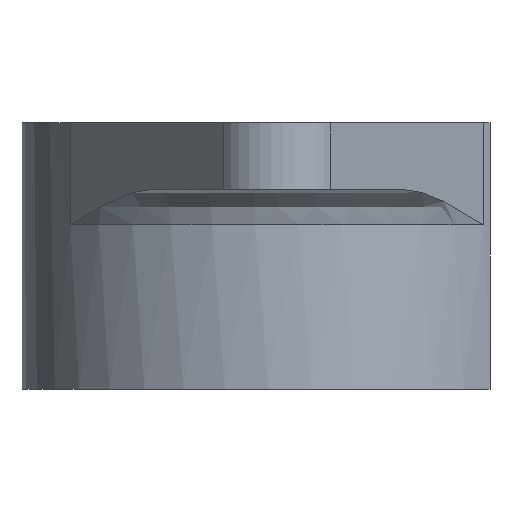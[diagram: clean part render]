
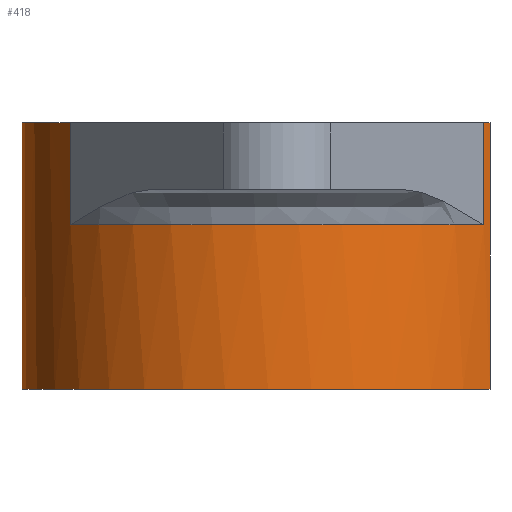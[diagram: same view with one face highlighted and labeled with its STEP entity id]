
A CAD part, left-side view. The second image highlights one B-rep face of the part: STEP entity #418.
In plain terms, the highlighted cylindrical face has radius 5.75 mm (diameter 11.5 mm), a partial arc.
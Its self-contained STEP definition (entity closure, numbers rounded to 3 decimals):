
#92=CYLINDRICAL_SURFACE('',#467,5.75);
#109=LINE('',#697,#132);
#111=LINE('',#702,#134);
#115=LINE('',#709,#138);
#117=LINE('',#714,#140);
#119=LINE('',#723,#142);
#120=LINE('',#727,#143);
#132=VECTOR('',#540,10.);
#134=VECTOR('',#544,10.);
#138=VECTOR('',#550,10.);
#140=VECTOR('',#554,10.);
#142=VECTOR('',#566,10.);
#143=VECTOR('',#569,10.);
#167=FACE_OUTER_BOUND('',#186,.T.);
#186=EDGE_LOOP('',(#359,#360,#361,#362,#363,#364,#365,#366,#367,#368,#369,
#370));
#199=CIRCLE('',#451,5.75);
#203=CIRCLE('',#457,5.75);
#207=CIRCLE('',#468,5.75);
#208=CIRCLE('',#469,5.75);
#209=CIRCLE('',#470,5.75);
#210=CIRCLE('',#471,5.75);
#242=VERTEX_POINT('',#647);
#245=VERTEX_POINT('',#655);
#249=VERTEX_POINT('',#670);
#252=VERTEX_POINT('',#678);
#257=VERTEX_POINT('',#694);
#258=VERTEX_POINT('',#699);
#261=VERTEX_POINT('',#706);
#262=VERTEX_POINT('',#711);
#264=VERTEX_POINT('',#720);
#265=VERTEX_POINT('',#722);
#266=VERTEX_POINT('',#724);
#267=VERTEX_POINT('',#726);
#275=EDGE_CURVE('',#245,#242,#199,.T.);
#283=EDGE_CURVE('',#252,#249,#203,.T.);
#290=EDGE_CURVE('',#257,#249,#109,.T.);
#292=EDGE_CURVE('',#258,#252,#111,.T.);
#296=EDGE_CURVE('',#261,#242,#115,.T.);
#298=EDGE_CURVE('',#262,#245,#117,.T.);
#301=EDGE_CURVE('',#257,#262,#207,.T.);
#302=EDGE_CURVE('',#264,#258,#208,.T.);
#303=EDGE_CURVE('',#264,#265,#119,.T.);
#304=EDGE_CURVE('',#266,#265,#209,.T.);
#305=EDGE_CURVE('',#266,#267,#120,.T.);
#306=EDGE_CURVE('',#261,#267,#210,.T.);
#359=ORIENTED_EDGE('',*,*,#298,.F.);
#360=ORIENTED_EDGE('',*,*,#301,.F.);
#361=ORIENTED_EDGE('',*,*,#290,.T.);
#362=ORIENTED_EDGE('',*,*,#283,.F.);
#363=ORIENTED_EDGE('',*,*,#292,.F.);
#364=ORIENTED_EDGE('',*,*,#302,.F.);
#365=ORIENTED_EDGE('',*,*,#303,.T.);
#366=ORIENTED_EDGE('',*,*,#304,.F.);
#367=ORIENTED_EDGE('',*,*,#305,.T.);
#368=ORIENTED_EDGE('',*,*,#306,.F.);
#369=ORIENTED_EDGE('',*,*,#296,.T.);
#370=ORIENTED_EDGE('',*,*,#275,.F.);
#418=ADVANCED_FACE('',(#167),#92,.T.);
#451=AXIS2_PLACEMENT_3D('',#660,#512,#513);
#457=AXIS2_PLACEMENT_3D('',#683,#526,#527);
#467=AXIS2_PLACEMENT_3D('',#718,#560,#561);
#468=AXIS2_PLACEMENT_3D('',#719,#562,#563);
#469=AXIS2_PLACEMENT_3D('',#721,#564,#565);
#470=AXIS2_PLACEMENT_3D('',#725,#567,#568);
#471=AXIS2_PLACEMENT_3D('',#728,#570,#571);
#512=DIRECTION('center_axis',(0.,0.,1.));
#513=DIRECTION('ref_axis',(-1.,0.,0.));
#526=DIRECTION('center_axis',(0.,0.,1.));
#527=DIRECTION('ref_axis',(1.,0.,0.));
#540=DIRECTION('',(0.,0.,-1.));
#544=DIRECTION('',(0.,0.,-1.));
#550=DIRECTION('',(0.,0.,-1.));
#554=DIRECTION('',(0.,0.,-1.));
#560=DIRECTION('center_axis',(0.,0.,-1.));
#561=DIRECTION('ref_axis',(0.,1.,0.));
#562=DIRECTION('center_axis',(0.,0.,1.));
#563=DIRECTION('ref_axis',(1.,0.,0.));
#564=DIRECTION('center_axis',(0.,0.,1.));
#565=DIRECTION('ref_axis',(1.,0.,0.));
#566=DIRECTION('',(0.,0.,-1.));
#567=DIRECTION('center_axis',(0.,0.,-1.));
#568=DIRECTION('ref_axis',(1.,0.,0.));
#569=DIRECTION('',(0.,0.,1.));
#570=DIRECTION('center_axis',(0.,0.,1.));
#571=DIRECTION('ref_axis',(1.,0.,0.));
#647=CARTESIAN_POINT('',(9.628,-4.508,-2.3));
#655=CARTESIAN_POINT('',(9.628,4.808,-2.3));
#660=CARTESIAN_POINT('Origin',(12.999,0.15,-2.3));
#670=CARTESIAN_POINT('',(16.37,4.808,-2.3));
#678=CARTESIAN_POINT('',(16.37,-4.508,-2.3));
#683=CARTESIAN_POINT('Origin',(12.999,0.15,-2.3));
#694=CARTESIAN_POINT('',(16.37,4.808,0.));
#697=CARTESIAN_POINT('',(16.37,4.808,0.));
#699=CARTESIAN_POINT('',(16.37,-4.508,0.));
#702=CARTESIAN_POINT('',(16.37,-4.508,0.));
#706=CARTESIAN_POINT('',(9.628,-4.508,0.));
#709=CARTESIAN_POINT('',(9.628,-4.508,0.));
#711=CARTESIAN_POINT('',(9.628,4.808,0.));
#714=CARTESIAN_POINT('',(9.628,4.808,0.));
#718=CARTESIAN_POINT('Origin',(12.999,0.15,0.));
#719=CARTESIAN_POINT('Origin',(12.999,0.15,0.));
#720=CARTESIAN_POINT('',(16.165,-4.65,0.));
#721=CARTESIAN_POINT('Origin',(12.999,0.15,0.));
#722=CARTESIAN_POINT('',(16.165,-4.65,-6.));
#723=CARTESIAN_POINT('',(16.165,-4.65,0.));
#724=CARTESIAN_POINT('',(9.833,-4.65,-6.));
#725=CARTESIAN_POINT('Origin',(12.999,0.15,-6.));
#726=CARTESIAN_POINT('',(9.833,-4.65,0.));
#727=CARTESIAN_POINT('',(9.833,-4.65,0.));
#728=CARTESIAN_POINT('Origin',(12.999,0.15,0.));
